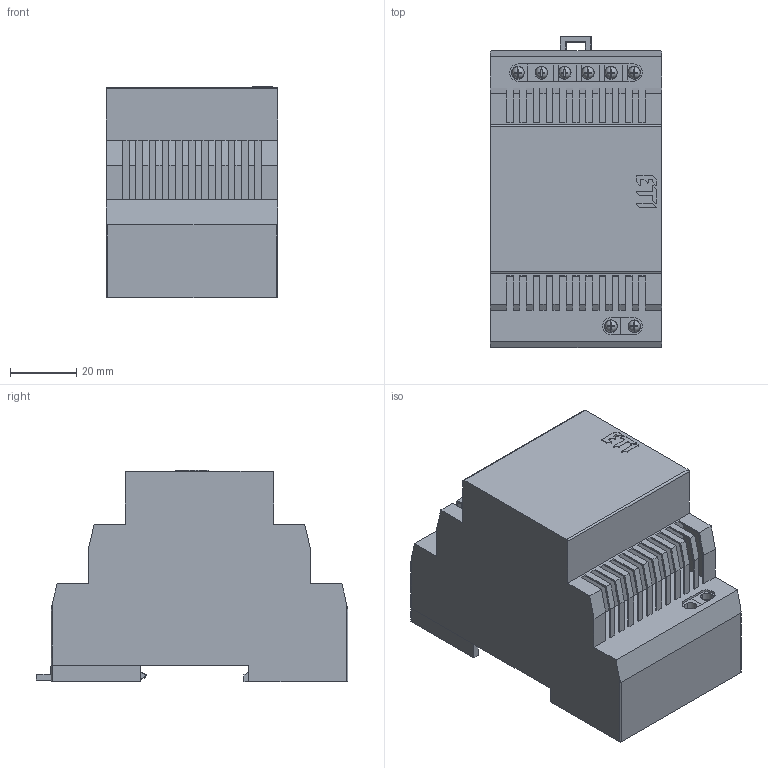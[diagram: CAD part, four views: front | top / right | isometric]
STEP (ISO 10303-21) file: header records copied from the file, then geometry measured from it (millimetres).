
FILE_DESCRIPTION((''),'2;1');
FILE_NAME('PS-30-24_ASM','2020-11-10T',('marketing.praksa'),('Audax d.o.o.'),'CREO PARAMETRIC BY PTC INC, 2017480','CREO PARAMETRIC BY PTC INC, 2017480','');
FILE_SCHEMA(('AUTOMOTIVE_DESIGN { 1 0 10303 214 1 1 1 1 }'));
Length unit declared in the file: millimetre
Products named in the file (36): TMP_DWG_31_1_1; TMP_DWG_31_1_2; TMP_DWG_31_1_3; TMP_DWG_31_1_ASM; TMP_DWG_31_ASM; TMP_DWG_32_1; TMP_DWG_32_ASM; TMP_DWG_33_1; TMP_DWG_33_ASM; TMP_DWG_34_1; TMP_DWG_34_ASM; TMP_DWG_35_1; TMP_DWG_35_ASM; TMP_DWG_36_1; TMP_DWG_36_ASM; TMP_DWG_37_1; TMP_DWG_37_ASM; TMP_DWG_38_1; TMP_DWG_38_ASM; TMP_DWG_39_1; TMP_DWG_39_ASM; TMP_DWG_40_1; TMP_DWG_40_ASM; TMP_DWG_41_1_1; TMP_DWG_41_1_2; TMP_DWG_41_1_3; TMP_DWG_41_1_ASM; TMP_DWG_41_ASM; TMP_DWG_42_1_1; TMP_DWG_42_1_2; TMP_DWG_42_1_3; TMP_DWG_42_1_ASM; TMP_DWG_42_ASM; TMP_DWG_43_1; TMP_DWG_43_ASM; PS-30-24_ASM
Assembly tree (35 placements, depth 4):
  PS-30-24_ASM
    TMP_DWG_31_ASM
      TMP_DWG_31_1_ASM
        TMP_DWG_31_1_1
        TMP_DWG_31_1_2
        TMP_DWG_31_1_3
    TMP_DWG_32_ASM
      TMP_DWG_32_1
    TMP_DWG_33_ASM
      TMP_DWG_33_1
    TMP_DWG_34_ASM
      TMP_DWG_34_1
    TMP_DWG_35_ASM
      TMP_DWG_35_1
    TMP_DWG_36_ASM
      TMP_DWG_36_1
    TMP_DWG_37_ASM
      TMP_DWG_37_1
    TMP_DWG_38_ASM
      TMP_DWG_38_1
    TMP_DWG_39_ASM
      TMP_DWG_39_1
    TMP_DWG_40_ASM
      TMP_DWG_40_1
    TMP_DWG_41_ASM
      TMP_DWG_41_1_ASM
        TMP_DWG_41_1_1
        TMP_DWG_41_1_2
        TMP_DWG_41_1_3
    TMP_DWG_42_ASM
      TMP_DWG_42_1_ASM
        TMP_DWG_42_1_1
        TMP_DWG_42_1_2
        TMP_DWG_42_1_3
    TMP_DWG_43_ASM
      TMP_DWG_43_1
Bounding box: 52.01 x 94.41 x 64.12 mm (x, y, z)
Volume: 202042.3 mm3; surface area: 33024.7 mm2
Topology: 19 solids, 19 shells, 688 faces, 1975 edges, 1306 vertices
Faces by surface type: plane 462, cylinder 126, bspline 42, sphere 28, torus 16, extrusion 14
Entity records: 36267 total; most frequent: CARTESIAN_POINT 5421, ORIENTED_EDGE 3942, DIRECTION 3830, PRESENTATION_STYLE_ASSIGNMENT 2690, STYLED_ITEM 2653, CURVE_STYLE 1985, EDGE_CURVE 1971, VECTOR 1364
